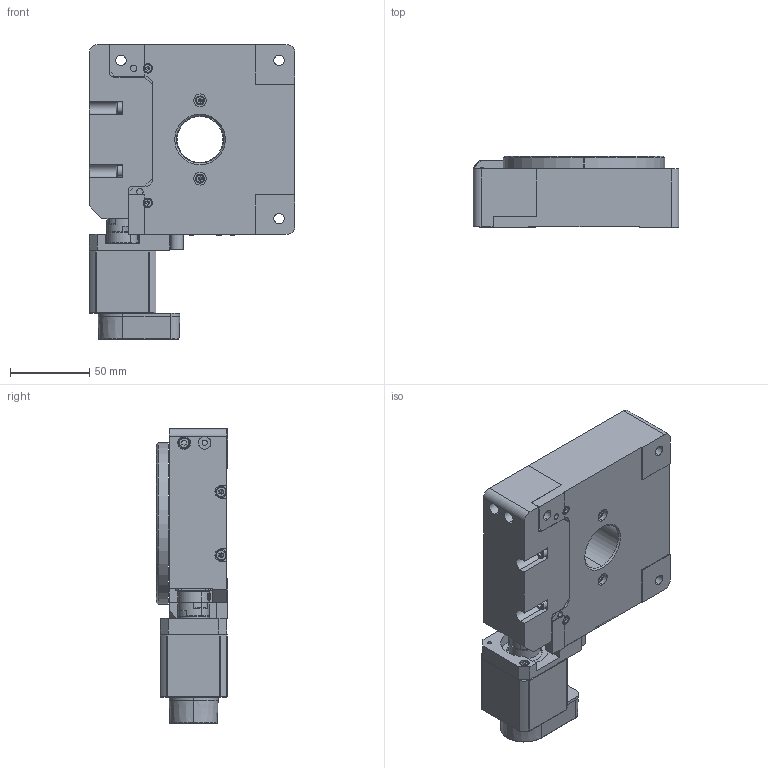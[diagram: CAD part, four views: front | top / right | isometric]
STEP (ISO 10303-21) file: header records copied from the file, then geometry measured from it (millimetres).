
FILE_DESCRIPTION (( 'STEP AP214' ), '1' );
FILE_NAME ('TBRK100.STEP', '2020-11-24T02:44:04', ( '' ), ( '' ), 'SwSTEP 2.0', 'SolidWorks 2017', '' );
FILE_SCHEMA (( 'AUTOMOTIVE_DESIGN' ));
Length unit declared in the file: millimetre
Products named in the file (1): TBRK100
Bounding box: 130.15 x 45 x 186.39 mm (x, y, z)
Surface area: 91639.2 mm2 (no closed solid volume)
Topology: 0 solids, 75 shells, 908 faces, 3217 edges, 2259 vertices
Faces by surface type: plane 481, cylinder 241, cone 89, torus 48, bspline 43, sphere 6
Entity records: 46405 total; most frequent: CARTESIAN_POINT 9728, DIRECTION 5532, ORIENTED_EDGE 4864, EDGE_CURVE 3173, VERTEX_POINT 2259, VECTOR 1912, LINE 1912, AXIS2_PLACEMENT_3D 1810
